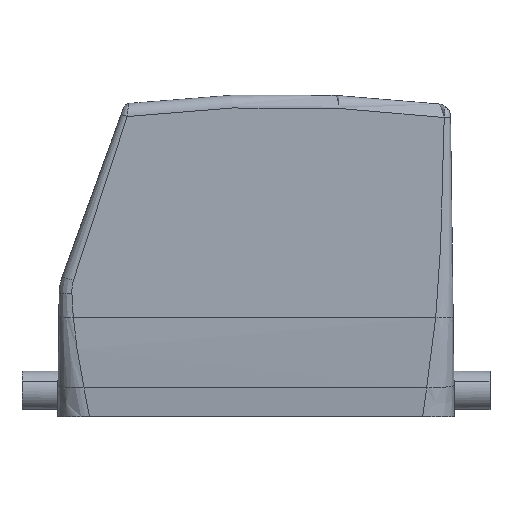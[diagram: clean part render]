
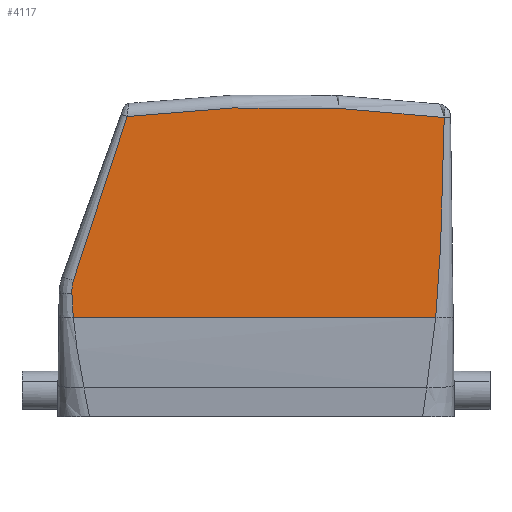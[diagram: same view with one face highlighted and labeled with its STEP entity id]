
A CAD part, left-side view. The second image highlights one B-rep face of the part: STEP entity #4117.
In plain terms, the highlighted planar face has unit normal (-1, 0, 0).
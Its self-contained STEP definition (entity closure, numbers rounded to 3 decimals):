
#4070=AXIS2_PLACEMENT_3D('Plane Axis2P3D',#4067,#4068,#4069) ;
#4074=AXIS2_PLACEMENT_3D('Circle Axis2P3D',#4072,#4073,$) ;
#2343=CARTESIAN_POINT('Vertex',(0.,12.761,23.338)) ;
#2366=CARTESIAN_POINT('Line Origine',(0.,54.769,23.338)) ;
#2370=CARTESIAN_POINT('Vertex',(0.,97.941,23.338)) ;
#2773=CARTESIAN_POINT('Control Point',(0.,98.271,28.961)) ;
#2774=CARTESIAN_POINT('Control Point',(0.,98.222,27.839)) ;
#2775=CARTESIAN_POINT('Control Point',(0.,98.171,26.714)) ;
#2776=CARTESIAN_POINT('Control Point',(0.,98.109,25.589)) ;
#2777=CARTESIAN_POINT('Control Point',(0.,98.033,24.463)) ;
#2778=CARTESIAN_POINT('Control Point',(0.,97.941,23.338)) ;
#2779=CARTESIAN_POINT('Vertex',(0.,98.271,28.961)) ;
#3544=CARTESIAN_POINT('Vertex',(0.,10.764,70.328)) ;
#3888=CARTESIAN_POINT('Control Point',(0.,10.764,70.328)) ;
#3889=CARTESIAN_POINT('Control Point',(0.,10.765,70.261)) ;
#3890=CARTESIAN_POINT('Control Point',(0.,10.767,70.195)) ;
#3891=CARTESIAN_POINT('Control Point',(0.,10.768,70.127)) ;
#3892=CARTESIAN_POINT('Control Point',(0.,10.771,69.922)) ;
#3893=CARTESIAN_POINT('Control Point',(0.,10.775,69.701)) ;
#3894=CARTESIAN_POINT('Control Point',(0.,10.777,69.597)) ;
#3895=CARTESIAN_POINT('Control Point',(0.,10.78,69.372)) ;
#3896=CARTESIAN_POINT('Control Point',(0.,10.784,69.147)) ;
#3897=CARTESIAN_POINT('Control Point',(0.,10.787,68.989)) ;
#3898=CARTESIAN_POINT('Control Point',(0.,10.792,68.674)) ;
#3899=CARTESIAN_POINT('Control Point',(0.,10.798,68.359)) ;
#3900=CARTESIAN_POINT('Control Point',(0.,10.801,68.201)) ;
#3901=CARTESIAN_POINT('Control Point',(0.,10.812,67.57)) ;
#3902=CARTESIAN_POINT('Control Point',(0.,10.823,66.938)) ;
#3903=CARTESIAN_POINT('Control Point',(0.,10.832,66.464)) ;
#3904=CARTESIAN_POINT('Control Point',(0.,10.85,65.517)) ;
#3905=CARTESIAN_POINT('Control Point',(0.,10.869,64.569)) ;
#3906=CARTESIAN_POINT('Control Point',(0.,10.878,64.095)) ;
#3907=CARTESIAN_POINT('Control Point',(0.,10.908,62.674)) ;
#3908=CARTESIAN_POINT('Control Point',(0.,10.939,61.253)) ;
#3909=CARTESIAN_POINT('Control Point',(0.,10.961,60.306)) ;
#3910=CARTESIAN_POINT('Control Point',(0.,11.041,57.015)) ;
#3911=CARTESIAN_POINT('Control Point',(0.,11.132,53.726)) ;
#3912=CARTESIAN_POINT('Control Point',(0.,11.203,51.384)) ;
#3913=CARTESIAN_POINT('Control Point',(0.,11.342,47.065)) ;
#3914=CARTESIAN_POINT('Control Point',(0.,11.503,42.748)) ;
#3915=CARTESIAN_POINT('Control Point',(0.,11.581,40.772)) ;
#3916=CARTESIAN_POINT('Control Point',(0.,11.711,37.803)) ;
#3917=CARTESIAN_POINT('Control Point',(0.,11.865,34.835)) ;
#3918=CARTESIAN_POINT('Control Point',(0.,11.919,33.862)) ;
#3919=CARTESIAN_POINT('Control Point',(0.,12.08,31.16)) ;
#3920=CARTESIAN_POINT('Control Point',(0.,12.279,28.46)) ;
#3921=CARTESIAN_POINT('Control Point',(0.,12.423,26.752)) ;
#3922=CARTESIAN_POINT('Control Point',(0.,12.584,25.045)) ;
#3923=CARTESIAN_POINT('Control Point',(0.,12.761,23.338)) ;
#4067=CARTESIAN_POINT('Axis2P3D Location',(0.,-11.059,-37.643)) ;
#4072=CARTESIAN_POINT('Axis2P3D Location',(0.,49.,-224.2)) ;
#4076=CARTESIAN_POINT('Vertex',(0.,85.27,70.577)) ;
#4080=CARTESIAN_POINT('Control Point',(0.,85.27,70.577)) ;
#4081=CARTESIAN_POINT('Control Point',(0.,85.402,70.193)) ;
#4082=CARTESIAN_POINT('Control Point',(0.,85.534,69.808)) ;
#4083=CARTESIAN_POINT('Control Point',(0.,85.55,69.763)) ;
#4084=CARTESIAN_POINT('Control Point',(0.,85.79,69.061)) ;
#4085=CARTESIAN_POINT('Control Point',(0.,86.031,68.359)) ;
#4086=CARTESIAN_POINT('Control Point',(0.,86.139,68.042)) ;
#4087=CARTESIAN_POINT('Control Point',(0.,87.781,63.242)) ;
#4088=CARTESIAN_POINT('Control Point',(0.,89.404,58.435)) ;
#4089=CARTESIAN_POINT('Control Point',(0.,90.884,53.955)) ;
#4090=CARTESIAN_POINT('Control Point',(0.,92.604,48.693)) ;
#4091=CARTESIAN_POINT('Control Point',(0.,94.303,43.422)) ;
#4092=CARTESIAN_POINT('Control Point',(0.,94.568,42.599)) ;
#4093=CARTESIAN_POINT('Control Point',(0.,95.396,40.019)) ;
#4094=CARTESIAN_POINT('Control Point',(0.,96.218,37.438)) ;
#4095=CARTESIAN_POINT('Control Point',(0.,96.789,35.635)) ;
#4096=CARTESIAN_POINT('Control Point',(0.,97.36,33.815)) ;
#4097=CARTESIAN_POINT('Control Point',(0.,97.925,31.992)) ;
#4098=CARTESIAN_POINT('Vertex',(0.,97.925,31.992)) ;
#4102=CARTESIAN_POINT('Control Point',(0.,97.925,31.992)) ;
#4103=CARTESIAN_POINT('Control Point',(0.,98.098,31.403)) ;
#4104=CARTESIAN_POINT('Control Point',(0.,98.221,30.799)) ;
#4105=CARTESIAN_POINT('Control Point',(0.,98.292,30.186)) ;
#4106=CARTESIAN_POINT('Control Point',(0.,98.308,29.571)) ;
#4107=CARTESIAN_POINT('Control Point',(0.,98.271,28.961)) ;
#2367=DIRECTION('Vector Direction',(0.,-1.,0.)) ;
#4068=DIRECTION('Axis2P3D Direction',(-1.,0.,0.)) ;
#4069=DIRECTION('Axis2P3D XDirection',(0.,-0.317,0.949)) ;
#4073=DIRECTION('Axis2P3D Direction',(-1.,0.,0.)) ;
#2368=VECTOR('Line Direction',#2367,1.) ;
#4110=ORIENTED_EDGE('',*,*,#4078,.T.) ;
#4111=ORIENTED_EDGE('',*,*,#4100,.F.) ;
#4112=ORIENTED_EDGE('',*,*,#4108,.F.) ;
#4113=ORIENTED_EDGE('',*,*,#2781,.F.) ;
#4114=ORIENTED_EDGE('',*,*,#2372,.T.) ;
#4115=ORIENTED_EDGE('',*,*,#3924,.T.) ;
#4117=ADVANCED_FACE('Hood',(#4116),#4071,.T.) ;
#2772=B_SPLINE_CURVE_WITH_KNOTS('',5,(#2773,#2774,#2775,#2776,#2777,#2778),.UNSPECIFIED.,.F.,.U.,(6,6),(81.523,87.149),.UNSPECIFIED.) ;
#3887=B_SPLINE_CURVE_WITH_KNOTS('',5,(#3888,#3889,#3890,#3891,#3892,#3893,#3894,#3895,#3896,#3897,#3898,#3899,#3900,#3901,#3902,#3903,#3904,#3905,#3906,#3907,#3908,#3909,#3910,#3911,#3912,#3913,#3914,#3915,#3916,#3917,#3918,#3919,#3920,#3921,#3922,#3923),.UNSPECIFIED.,.F.,.U.,(6,3,3,3,3,3,3,3,3,3,3,6),(8.249,8.589,8.929,9.717,10.506,12.88,15.254,20.001,31.754,41.679,46.667,55.257),.UNSPECIFIED.) ;
#4079=B_SPLINE_CURVE_WITH_KNOTS('',5,(#4080,#4081,#4082,#4083,#4084,#4085,#4086,#4087,#4088,#4089,#4090,#4091,#4092,#4093,#4094,#4095,#4096,#4097),.UNSPECIFIED.,.F.,.U.,(6,3,3,3,3,6),(0.,2.876,5.244,38.724,44.38,57.867),.UNSPECIFIED.) ;
#4101=B_SPLINE_CURVE_WITH_KNOTS('',5,(#4102,#4103,#4104,#4105,#4106,#4107),.UNSPECIFIED.,.F.,.U.,(6,6),(0.,4.343),.UNSPECIFIED.) ;
#4075=CIRCLE('generated circle',#4074,297.) ;
#2372=EDGE_CURVE('',#2371,#2344,#2369,.T.) ;
#2781=EDGE_CURVE('',#2371,#2780,#2772,.F.) ;
#3924=EDGE_CURVE('',#2344,#3545,#3887,.F.) ;
#4078=EDGE_CURVE('',#3545,#4077,#4075,.T.) ;
#4100=EDGE_CURVE('',#4099,#4077,#4079,.F.) ;
#4108=EDGE_CURVE('',#2780,#4099,#4101,.F.) ;
#4109=EDGE_LOOP('',(#4110,#4111,#4112,#4113,#4114,#4115)) ;
#4116=FACE_OUTER_BOUND('',#4109,.T.) ;
#2369=LINE('Line',#2366,#2368) ;
#4071=PLANE('',#4070) ;
#2344=VERTEX_POINT('',#2343) ;
#2371=VERTEX_POINT('',#2370) ;
#2780=VERTEX_POINT('',#2779) ;
#3545=VERTEX_POINT('',#3544) ;
#4077=VERTEX_POINT('',#4076) ;
#4099=VERTEX_POINT('',#4098) ;
